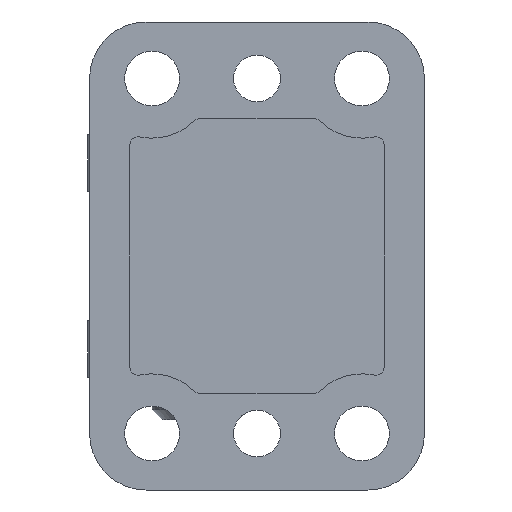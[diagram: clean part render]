
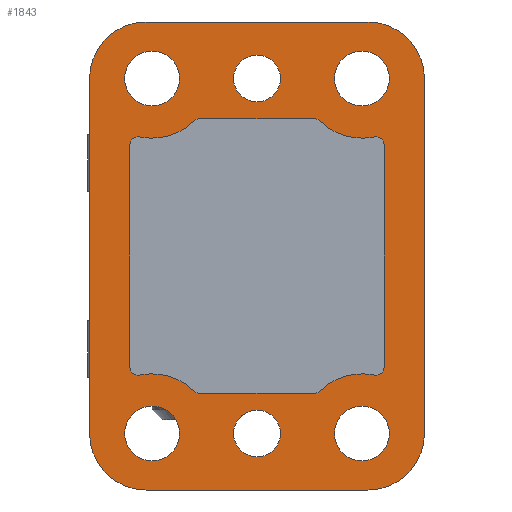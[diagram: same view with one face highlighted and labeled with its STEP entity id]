
A CAD part, front view. The second image highlights one B-rep face of the part: STEP entity #1843.
In plain terms, the highlighted planar face has unit normal (0, -1, 0).
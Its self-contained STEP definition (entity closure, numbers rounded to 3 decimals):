
#48=PLANE('',#2032);
#121=LINE('',#2943,#265);
#128=LINE('',#2959,#272);
#132=LINE('',#2971,#276);
#138=LINE('',#2982,#282);
#143=LINE('',#3018,#287);
#144=LINE('',#3027,#288);
#145=LINE('',#3035,#289);
#146=LINE('',#3043,#290);
#265=VECTOR('',#2315,1000.);
#272=VECTOR('',#2330,1000.);
#276=VECTOR('',#2342,1000.);
#282=VECTOR('',#2354,1000.);
#287=VECTOR('',#2397,1000.);
#288=VECTOR('',#2404,1000.);
#289=VECTOR('',#2411,1000.);
#290=VECTOR('',#2418,1000.);
#511=ORIENTED_EDGE('',*,*,#1011,.T.);
#512=ORIENTED_EDGE('',*,*,#1012,.T.);
#513=ORIENTED_EDGE('',*,*,#1013,.F.);
#514=ORIENTED_EDGE('',*,*,#1014,.T.);
#515=ORIENTED_EDGE('',*,*,#1015,.T.);
#516=ORIENTED_EDGE('',*,*,#1016,.T.);
#517=ORIENTED_EDGE('',*,*,#1017,.F.);
#518=ORIENTED_EDGE('',*,*,#1018,.T.);
#519=ORIENTED_EDGE('',*,*,#1019,.T.);
#520=ORIENTED_EDGE('',*,*,#1020,.T.);
#521=ORIENTED_EDGE('',*,*,#1021,.F.);
#522=ORIENTED_EDGE('',*,*,#1022,.T.);
#523=ORIENTED_EDGE('',*,*,#1023,.T.);
#524=ORIENTED_EDGE('',*,*,#1024,.T.);
#525=ORIENTED_EDGE('',*,*,#1025,.F.);
#526=ORIENTED_EDGE('',*,*,#1026,.T.);
#527=ORIENTED_EDGE('',*,*,#1006,.T.);
#528=ORIENTED_EDGE('',*,*,#1004,.T.);
#529=ORIENTED_EDGE('',*,*,#1003,.T.);
#530=ORIENTED_EDGE('',*,*,#1001,.T.);
#531=ORIENTED_EDGE('',*,*,#1000,.T.);
#532=ORIENTED_EDGE('',*,*,#998,.T.);
#533=ORIENTED_EDGE('',*,*,#974,.F.);
#534=ORIENTED_EDGE('',*,*,#1007,.F.);
#535=ORIENTED_EDGE('',*,*,#996,.F.);
#536=ORIENTED_EDGE('',*,*,#994,.F.);
#537=ORIENTED_EDGE('',*,*,#989,.F.);
#538=ORIENTED_EDGE('',*,*,#986,.F.);
#539=ORIENTED_EDGE('',*,*,#983,.F.);
#540=ORIENTED_EDGE('',*,*,#980,.F.);
#974=EDGE_CURVE('',#1234,#1235,#121,.T.);
#980=EDGE_CURVE('',#1235,#1237,#1388,.T.);
#983=EDGE_CURVE('',#1237,#1239,#128,.T.);
#986=EDGE_CURVE('',#1239,#1241,#1390,.T.);
#989=EDGE_CURVE('',#1241,#1243,#132,.T.);
#994=EDGE_CURVE('',#1243,#1244,#1392,.T.);
#996=EDGE_CURVE('',#1244,#1245,#138,.T.);
#998=EDGE_CURVE('',#1246,#1246,#1393,.T.);
#1000=EDGE_CURVE('',#1248,#1248,#1395,.T.);
#1001=EDGE_CURVE('',#1249,#1249,#1396,.T.);
#1003=EDGE_CURVE('',#1251,#1251,#1398,.T.);
#1004=EDGE_CURVE('',#1252,#1252,#1399,.T.);
#1006=EDGE_CURVE('',#1254,#1254,#1401,.T.);
#1007=EDGE_CURVE('',#1245,#1234,#1402,.T.);
#1011=EDGE_CURVE('',#1257,#1258,#143,.T.);
#1012=EDGE_CURVE('',#1258,#1259,#1403,.T.);
#1013=EDGE_CURVE('',#1260,#1259,#1404,.T.);
#1014=EDGE_CURVE('',#1260,#1261,#1405,.T.);
#1015=EDGE_CURVE('',#1261,#1262,#144,.T.);
#1016=EDGE_CURVE('',#1262,#1263,#1406,.T.);
#1017=EDGE_CURVE('',#1264,#1263,#1407,.T.);
#1018=EDGE_CURVE('',#1264,#1265,#1408,.T.);
#1019=EDGE_CURVE('',#1265,#1266,#145,.T.);
#1020=EDGE_CURVE('',#1266,#1267,#1409,.T.);
#1021=EDGE_CURVE('',#1268,#1267,#1410,.T.);
#1022=EDGE_CURVE('',#1268,#1269,#1411,.T.);
#1023=EDGE_CURVE('',#1269,#1270,#146,.T.);
#1024=EDGE_CURVE('',#1270,#1271,#1412,.T.);
#1025=EDGE_CURVE('',#1272,#1271,#1413,.T.);
#1026=EDGE_CURVE('',#1272,#1257,#1414,.T.);
#1234=VERTEX_POINT('',#2944);
#1235=VERTEX_POINT('',#2945);
#1237=VERTEX_POINT('',#2954);
#1239=VERTEX_POINT('',#2960);
#1241=VERTEX_POINT('',#2966);
#1243=VERTEX_POINT('',#2972);
#1244=VERTEX_POINT('',#2979);
#1245=VERTEX_POINT('',#2983);
#1246=VERTEX_POINT('',#2987);
#1248=VERTEX_POINT('',#2992);
#1249=VERTEX_POINT('',#2995);
#1251=VERTEX_POINT('',#3000);
#1252=VERTEX_POINT('',#3003);
#1254=VERTEX_POINT('',#3008);
#1257=VERTEX_POINT('',#3019);
#1258=VERTEX_POINT('',#3020);
#1259=VERTEX_POINT('',#3022);
#1260=VERTEX_POINT('',#3024);
#1261=VERTEX_POINT('',#3026);
#1262=VERTEX_POINT('',#3028);
#1263=VERTEX_POINT('',#3030);
#1264=VERTEX_POINT('',#3032);
#1265=VERTEX_POINT('',#3034);
#1266=VERTEX_POINT('',#3036);
#1267=VERTEX_POINT('',#3038);
#1268=VERTEX_POINT('',#3040);
#1269=VERTEX_POINT('',#3042);
#1270=VERTEX_POINT('',#3044);
#1271=VERTEX_POINT('',#3046);
#1272=VERTEX_POINT('',#3048);
#1388=CIRCLE('',#2004,7.);
#1390=CIRCLE('',#2008,7.);
#1392=CIRCLE('',#2012,7.);
#1393=CIRCLE('',#2015,3.4);
#1395=CIRCLE('',#2018,3.4);
#1396=CIRCLE('',#2020,2.9);
#1398=CIRCLE('',#2023,2.9);
#1399=CIRCLE('',#2025,3.4);
#1401=CIRCLE('',#2028,3.4);
#1402=CIRCLE('',#2030,7.);
#1403=CIRCLE('',#2033,1.);
#1404=CIRCLE('',#2034,7.4);
#1405=CIRCLE('',#2035,1.);
#1406=CIRCLE('',#2036,1.);
#1407=CIRCLE('',#2037,7.4);
#1408=CIRCLE('',#2038,1.);
#1409=CIRCLE('',#2039,1.);
#1410=CIRCLE('',#2040,7.4);
#1411=CIRCLE('',#2041,1.);
#1412=CIRCLE('',#2042,1.);
#1413=CIRCLE('',#2043,7.4);
#1414=CIRCLE('',#2044,1.);
#1521=EDGE_LOOP('',(#511,#512,#513,#514,#515,#516,#517,#518,#519,#520,#521,
#522,#523,#524,#525,#526));
#1522=EDGE_LOOP('',(#527));
#1523=EDGE_LOOP('',(#528));
#1524=EDGE_LOOP('',(#529));
#1525=EDGE_LOOP('',(#530));
#1526=EDGE_LOOP('',(#531));
#1527=EDGE_LOOP('',(#532));
#1528=EDGE_LOOP('',(#533,#534,#535,#536,#537,#538,#539,#540));
#1659=FACE_BOUND('',#1521,.T.);
#1660=FACE_BOUND('',#1522,.T.);
#1661=FACE_BOUND('',#1523,.T.);
#1662=FACE_BOUND('',#1524,.T.);
#1663=FACE_BOUND('',#1525,.T.);
#1664=FACE_BOUND('',#1526,.T.);
#1665=FACE_BOUND('',#1527,.T.);
#1666=FACE_BOUND('',#1528,.T.);
#1843=ADVANCED_FACE('',(#1659,#1660,#1661,#1662,#1663,#1664,#1665,#1666),
#48,.F.);
#2004=AXIS2_PLACEMENT_3D('',#2953,#2323,#2324);
#2008=AXIS2_PLACEMENT_3D('',#2965,#2335,#2336);
#2012=AXIS2_PLACEMENT_3D('',#2978,#2349,#2350);
#2015=AXIS2_PLACEMENT_3D('',#2986,#2358,#2359);
#2018=AXIS2_PLACEMENT_3D('',#2991,#2364,#2365);
#2020=AXIS2_PLACEMENT_3D('',#2994,#2368,#2369);
#2023=AXIS2_PLACEMENT_3D('',#2999,#2374,#2375);
#2025=AXIS2_PLACEMENT_3D('',#3002,#2378,#2379);
#2028=AXIS2_PLACEMENT_3D('',#3007,#2384,#2385);
#2030=AXIS2_PLACEMENT_3D('',#3010,#2388,#2389);
#2032=AXIS2_PLACEMENT_3D('',#3017,#2395,#2396);
#2033=AXIS2_PLACEMENT_3D('',#3021,#2398,#2399);
#2034=AXIS2_PLACEMENT_3D('',#3023,#2400,#2401);
#2035=AXIS2_PLACEMENT_3D('',#3025,#2402,#2403);
#2036=AXIS2_PLACEMENT_3D('',#3029,#2405,#2406);
#2037=AXIS2_PLACEMENT_3D('',#3031,#2407,#2408);
#2038=AXIS2_PLACEMENT_3D('',#3033,#2409,#2410);
#2039=AXIS2_PLACEMENT_3D('',#3037,#2412,#2413);
#2040=AXIS2_PLACEMENT_3D('',#3039,#2414,#2415);
#2041=AXIS2_PLACEMENT_3D('',#3041,#2416,#2417);
#2042=AXIS2_PLACEMENT_3D('',#3045,#2419,#2420);
#2043=AXIS2_PLACEMENT_3D('',#3047,#2421,#2422);
#2044=AXIS2_PLACEMENT_3D('',#3049,#2423,#2424);
#2315=DIRECTION('',(0.,0.,1.));
#2323=DIRECTION('',(0.,1.,0.));
#2324=DIRECTION('',(1.,0.,0.));
#2330=DIRECTION('',(1.,0.,0.));
#2335=DIRECTION('',(0.,1.,0.));
#2336=DIRECTION('',(1.,0.,0.));
#2342=DIRECTION('',(0.,0.,-1.));
#2349=DIRECTION('',(0.,1.,0.));
#2350=DIRECTION('',(1.,0.,0.));
#2354=DIRECTION('',(-1.,0.,0.));
#2358=DIRECTION('',(0.,1.,0.));
#2359=DIRECTION('',(1.,0.,0.));
#2364=DIRECTION('',(0.,1.,0.));
#2365=DIRECTION('',(1.,0.,0.));
#2368=DIRECTION('',(0.,1.,0.));
#2369=DIRECTION('',(1.,0.,0.));
#2374=DIRECTION('',(0.,1.,0.));
#2375=DIRECTION('',(1.,0.,0.));
#2378=DIRECTION('',(0.,1.,0.));
#2379=DIRECTION('',(1.,0.,0.));
#2384=DIRECTION('',(0.,1.,0.));
#2385=DIRECTION('',(1.,0.,0.));
#2388=DIRECTION('',(0.,1.,0.));
#2389=DIRECTION('',(1.,0.,0.));
#2395=DIRECTION('',(0.,1.,0.));
#2396=DIRECTION('',(0.,0.,1.));
#2397=DIRECTION('',(0.,0.,1.));
#2398=DIRECTION('',(0.,1.,0.));
#2399=DIRECTION('',(1.,0.,0.));
#2400=DIRECTION('',(0.,1.,0.));
#2401=DIRECTION('',(1.,0.,0.));
#2402=DIRECTION('',(0.,1.,0.));
#2403=DIRECTION('',(1.,0.,0.));
#2404=DIRECTION('',(1.,0.,0.));
#2405=DIRECTION('',(0.,1.,0.));
#2406=DIRECTION('',(1.,0.,0.));
#2407=DIRECTION('',(0.,1.,0.));
#2408=DIRECTION('',(1.,0.,0.));
#2409=DIRECTION('',(0.,1.,0.));
#2410=DIRECTION('',(1.,0.,0.));
#2411=DIRECTION('',(0.,0.,-1.));
#2412=DIRECTION('',(0.,1.,0.));
#2413=DIRECTION('',(1.,0.,0.));
#2414=DIRECTION('',(0.,1.,0.));
#2415=DIRECTION('',(1.,0.,0.));
#2416=DIRECTION('',(0.,1.,0.));
#2417=DIRECTION('',(1.,0.,0.));
#2418=DIRECTION('',(-1.,0.,0.));
#2419=DIRECTION('',(0.,1.,0.));
#2420=DIRECTION('',(1.,0.,0.));
#2421=DIRECTION('',(0.,1.,0.));
#2422=DIRECTION('',(1.,0.,0.));
#2423=DIRECTION('',(0.,1.,0.));
#2424=DIRECTION('',(1.,0.,0.));
#2943=CARTESIAN_POINT('',(-20.75,0.,-22.));
#2944=CARTESIAN_POINT('',(-20.75,0.,-22.));
#2945=CARTESIAN_POINT('',(-20.75,0.,22.));
#2953=CARTESIAN_POINT('',(-13.75,0.,22.));
#2954=CARTESIAN_POINT('',(-13.75,0.,29.));
#2959=CARTESIAN_POINT('',(-13.75,0.,29.));
#2960=CARTESIAN_POINT('',(13.75,0.,29.));
#2965=CARTESIAN_POINT('',(13.75,0.,22.));
#2966=CARTESIAN_POINT('',(20.75,0.,22.));
#2971=CARTESIAN_POINT('',(20.75,0.,22.));
#2972=CARTESIAN_POINT('',(20.75,0.,-22.));
#2978=CARTESIAN_POINT('',(13.75,0.,-22.));
#2979=CARTESIAN_POINT('',(13.75,0.,-29.));
#2982=CARTESIAN_POINT('',(13.75,0.,-29.));
#2983=CARTESIAN_POINT('',(-13.75,0.,-29.));
#2986=CARTESIAN_POINT('',(13.,0.,-22.));
#2987=CARTESIAN_POINT('',(16.4,0.,-22.));
#2991=CARTESIAN_POINT('',(13.,0.,22.));
#2992=CARTESIAN_POINT('',(16.4,0.,22.));
#2994=CARTESIAN_POINT('',(0.,0.,-22.));
#2995=CARTESIAN_POINT('',(2.9,0.,-22.));
#2999=CARTESIAN_POINT('',(0.,0.,22.));
#3000=CARTESIAN_POINT('',(2.9,0.,22.));
#3002=CARTESIAN_POINT('',(-13.,0.,-22.));
#3003=CARTESIAN_POINT('',(-9.6,0.,-22.));
#3007=CARTESIAN_POINT('',(-13.,0.,22.));
#3008=CARTESIAN_POINT('',(-9.6,0.,22.));
#3010=CARTESIAN_POINT('',(-13.75,0.,-22.));
#3017=CARTESIAN_POINT('',(-13.75,0.,22.));
#3018=CARTESIAN_POINT('',(-15.75,0.,-13.784));
#3019=CARTESIAN_POINT('',(-15.75,0.,-13.784));
#3020=CARTESIAN_POINT('',(-15.75,0.,13.784));
#3021=CARTESIAN_POINT('',(-14.75,0.,13.784));
#3022=CARTESIAN_POINT('',(-14.542,0.,14.762));
#3023=CARTESIAN_POINT('',(-13.,0.,22.));
#3024=CARTESIAN_POINT('',(-7.821,0.,16.714));
#3025=CARTESIAN_POINT('',(-7.121,0.,16.));
#3026=CARTESIAN_POINT('',(-7.121,0.,17.));
#3027=CARTESIAN_POINT('',(-7.121,0.,17.));
#3028=CARTESIAN_POINT('',(7.121,0.,17.));
#3029=CARTESIAN_POINT('',(7.121,0.,16.));
#3030=CARTESIAN_POINT('',(7.821,0.,16.714));
#3031=CARTESIAN_POINT('',(13.,0.,22.));
#3032=CARTESIAN_POINT('',(14.542,0.,14.762));
#3033=CARTESIAN_POINT('',(14.75,0.,13.784));
#3034=CARTESIAN_POINT('',(15.75,0.,13.784));
#3035=CARTESIAN_POINT('',(15.75,0.,13.784));
#3036=CARTESIAN_POINT('',(15.75,0.,-13.784));
#3037=CARTESIAN_POINT('',(14.75,0.,-13.784));
#3038=CARTESIAN_POINT('',(14.542,0.,-14.762));
#3039=CARTESIAN_POINT('',(13.,0.,-22.));
#3040=CARTESIAN_POINT('',(7.821,0.,-16.714));
#3041=CARTESIAN_POINT('',(7.121,0.,-16.));
#3042=CARTESIAN_POINT('',(7.121,0.,-17.));
#3043=CARTESIAN_POINT('',(7.121,0.,-17.));
#3044=CARTESIAN_POINT('',(-7.121,0.,-17.));
#3045=CARTESIAN_POINT('',(-7.121,0.,-16.));
#3046=CARTESIAN_POINT('',(-7.821,0.,-16.714));
#3047=CARTESIAN_POINT('',(-13.,0.,-22.));
#3048=CARTESIAN_POINT('',(-14.542,0.,-14.762));
#3049=CARTESIAN_POINT('',(-14.75,0.,-13.784));
